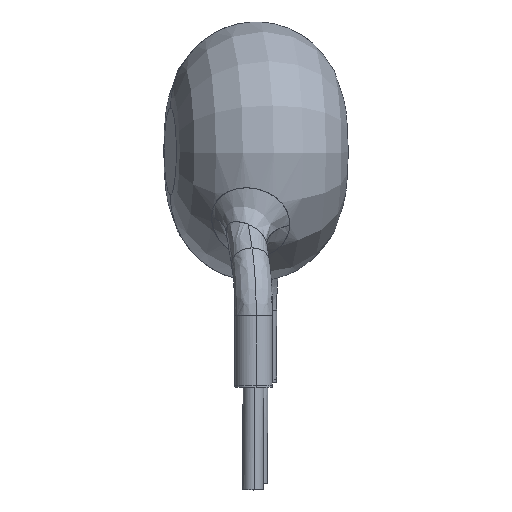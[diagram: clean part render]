
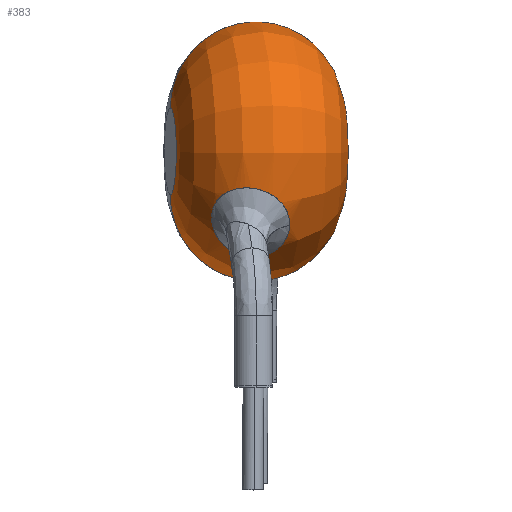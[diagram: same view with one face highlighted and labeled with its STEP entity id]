
A CAD part, left-side view. The second image highlights one B-rep face of the part: STEP entity #383.
In plain terms, the highlighted free-form (B-spline) face has degree [2, 2] with [7, 5] control points.
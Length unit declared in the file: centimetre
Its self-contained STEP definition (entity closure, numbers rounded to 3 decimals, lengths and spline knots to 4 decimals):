
#15=FACE_BOUND('',#440,.T.);
#27=B_SPLINE_CURVE_WITH_KNOTS('',3,(#1290,#1291,#1292,#1293,#1294,#1295,
#1296,#1297,#1298,#1299),.UNSPECIFIED.,.F.,.F.,(4,2,2,2,4),(-0.178,
-0.1317,-0.0927,-0.052,0.),
 .UNSPECIFIED.);
#28=B_SPLINE_CURVE_WITH_KNOTS('',3,(#1300,#1301,#1302,#1303,#1304,#1305,
#1306,#1307,#1308,#1309),.UNSPECIFIED.,.F.,.F.,(4,2,2,2,4),(-0.356,
-0.3029,-0.2619,-0.2231,-0.178),
 .UNSPECIFIED.);
#51=(
BOUNDED_SURFACE()
B_SPLINE_SURFACE(2,2,((#1239,#1240,#1241,#1242,#1243),(#1244,#1245,#1246,
#1247,#1248),(#1249,#1250,#1251,#1252,#1253),(#1254,#1255,#1256,#1257,#1258),
(#1259,#1260,#1261,#1262,#1263),(#1264,#1265,#1266,#1267,#1268),(#1269,
#1270,#1271,#1272,#1273)),.UNSPECIFIED.,.F.,.F.,.F.)
B_SPLINE_SURFACE_WITH_KNOTS((3,2,2,3),(3,2,3),(-2.0944,-0.6981,
0.6981,2.0944),(0.,1.5708,3.1416),
 .UNSPECIFIED.)
GEOMETRIC_REPRESENTATION_ITEM()
RATIONAL_B_SPLINE_SURFACE(((1.,0.707,1.,0.707,1.),
(0.766,0.542,0.766,0.542,
0.766),(1.,0.707,1.,0.707,1.),(0.766,
0.542,0.766,0.542,0.766),
(1.,0.707,1.,0.707,1.),(0.766,0.542,
0.766,0.542,0.766),(1.,0.707,
1.,0.707,1.)))
REPRESENTATION_ITEM('')
SURFACE()
);
#383=ADVANCED_FACE('',(#411,#15),#51,.T.);
#411=FACE_OUTER_BOUND('',#439,.T.);
#439=EDGE_LOOP('',(#493,#494,#495,#496));
#440=EDGE_LOOP('',(#497,#498));
#493=ORIENTED_EDGE('',*,*,#605,.T.);
#494=ORIENTED_EDGE('',*,*,#609,.T.);
#495=ORIENTED_EDGE('',*,*,#606,.T.);
#496=ORIENTED_EDGE('',*,*,#610,.T.);
#497=ORIENTED_EDGE('',*,*,#608,.T.);
#498=ORIENTED_EDGE('',*,*,#607,.T.);
#605=EDGE_CURVE('',#801,#802,#709,.T.);
#606=EDGE_CURVE('',#803,#804,#710,.T.);
#607=EDGE_CURVE('',#805,#806,#27,.T.);
#608=EDGE_CURVE('',#806,#805,#28,.T.);
#609=EDGE_CURVE('',#802,#803,#711,.T.);
#610=EDGE_CURVE('',#804,#801,#712,.T.);
#709=(
BOUNDED_CURVE()
B_SPLINE_CURVE(2,(#1280,#1281,#1282,#1283,#1284),.UNSPECIFIED.,.F.,.F.)
B_SPLINE_CURVE_WITH_KNOTS((3,2,3),(0.,0.1963,0.3927),
 .UNSPECIFIED.)
CURVE()
GEOMETRIC_REPRESENTATION_ITEM()
RATIONAL_B_SPLINE_CURVE((1.,0.667,0.89,0.667,
1.))
REPRESENTATION_ITEM('')
);
#710=(
BOUNDED_CURVE()
B_SPLINE_CURVE(2,(#1285,#1286,#1287,#1288,#1289),.UNSPECIFIED.,.F.,.F.)
B_SPLINE_CURVE_WITH_KNOTS((3,2,3),(0.3927,0.589,
0.7854),.UNSPECIFIED.)
CURVE()
GEOMETRIC_REPRESENTATION_ITEM()
RATIONAL_B_SPLINE_CURVE((1.,0.667,0.89,0.667,
1.))
REPRESENTATION_ITEM('')
);
#711=(
BOUNDED_CURVE()
B_SPLINE_CURVE(2,(#1310,#1311,#1312,#1313,#1314,#1315,#1316),
 .UNSPECIFIED.,.F.,.F.)
B_SPLINE_CURVE_WITH_KNOTS((3,2,2,3),(-1.5641,-0.6981,
0.6981,1.5641),.UNSPECIFIED.)
CURVE()
GEOMETRIC_REPRESENTATION_ITEM()
RATIONAL_B_SPLINE_CURVE((1.,0.906,1.,0.766,1.,0.906,
1.))
REPRESENTATION_ITEM('')
);
#712=(
BOUNDED_CURVE()
B_SPLINE_CURVE(2,(#1317,#1318,#1319,#1320,#1321,#1322,#1323),
 .UNSPECIFIED.,.F.,.F.)
B_SPLINE_CURVE_WITH_KNOTS((3,2,2,3),(-1.5641,-0.6981,
0.6981,1.5641),.UNSPECIFIED.)
CURVE()
GEOMETRIC_REPRESENTATION_ITEM()
RATIONAL_B_SPLINE_CURVE((1.,0.906,1.,0.766,1.,0.906,
1.))
REPRESENTATION_ITEM('')
);
#801=VERTEX_POINT('',#1274);
#802=VERTEX_POINT('',#1275);
#803=VERTEX_POINT('',#1276);
#804=VERTEX_POINT('',#1277);
#805=VERTEX_POINT('',#1278);
#806=VERTEX_POINT('',#1279);
#1239=CARTESIAN_POINT('',(0.0271,-0.2162,0.676));
#1240=CARTESIAN_POINT('',(0.0271,-0.2162,0.676));
#1241=CARTESIAN_POINT('',(0.0271,-0.2162,0.676));
#1242=CARTESIAN_POINT('',(0.0271,-0.2162,0.676));
#1243=CARTESIAN_POINT('',(0.0271,-0.2162,0.676));
#1244=CARTESIAN_POINT('',(0.0388,-0.3205,0.8577));
#1245=CARTESIAN_POINT('',(-0.1412,-0.3453,0.8551));
#1246=CARTESIAN_POINT('',(-0.1386,-0.3449,0.6734));
#1247=CARTESIAN_POINT('',(-0.136,-0.3446,0.4918));
#1248=CARTESIAN_POINT('',(0.044,-0.3198,0.4944));
#1249=CARTESIAN_POINT('',(0.0149,-0.1616,0.9925));
#1250=CARTESIAN_POINT('',(-0.2986,-0.2048,0.9879));
#1251=CARTESIAN_POINT('',(-0.2941,-0.2041,0.6715));
#1252=CARTESIAN_POINT('',(-0.2896,-0.2035,0.355));
#1253=CARTESIAN_POINT('',(0.024,-0.1603,0.3596));
#1254=CARTESIAN_POINT('',(-0.009,-0.0026,1.1273));
#1255=CARTESIAN_POINT('',(-0.456,-0.0643,1.1208));
#1256=CARTESIAN_POINT('',(-0.4496,-0.0634,0.6695));
#1257=CARTESIAN_POINT('',(-0.4431,-0.0625,0.2182));
#1258=CARTESIAN_POINT('',(0.0039,-0.0009,0.2247));
#1259=CARTESIAN_POINT('',(-0.029,0.1568,0.9925));
#1260=CARTESIAN_POINT('',(-0.3425,0.1136,0.9879));
#1261=CARTESIAN_POINT('',(-0.338,0.1142,0.6715));
#1262=CARTESIAN_POINT('',(-0.3334,0.1149,0.355));
#1263=CARTESIAN_POINT('',(-0.0199,0.1581,0.3596));
#1264=CARTESIAN_POINT('',(-0.049,0.3163,0.8577));
#1265=CARTESIAN_POINT('',(-0.2289,0.2915,0.8551));
#1266=CARTESIAN_POINT('',(-0.2263,0.2918,0.6734));
#1267=CARTESIAN_POINT('',(-0.2237,0.2922,0.4918));
#1268=CARTESIAN_POINT('',(-0.0438,0.317,0.4944));
#1269=CARTESIAN_POINT('',(-0.0321,0.2127,0.676));
#1270=CARTESIAN_POINT('',(-0.0321,0.2127,0.676));
#1271=CARTESIAN_POINT('',(-0.0321,0.2127,0.676));
#1272=CARTESIAN_POINT('',(-0.0321,0.2127,0.676));
#1273=CARTESIAN_POINT('',(-0.0321,0.2127,0.676));
#1274=CARTESIAN_POINT('',(0.0334,-0.2492,0.5511));
#1275=CARTESIAN_POINT('',(0.0298,-0.2497,0.801));
#1276=CARTESIAN_POINT('',(-0.0384,0.2457,0.801));
#1277=CARTESIAN_POINT('',(-0.0349,0.2462,0.5511));
#1278=CARTESIAN_POINT('',(-0.2722,0.1267,0.4862));
#1279=CARTESIAN_POINT('',(-0.2917,-0.0991,0.4618));
#1280=CARTESIAN_POINT('',(0.0334,-0.2492,0.5511));
#1281=CARTESIAN_POINT('',(-0.0904,-0.2662,0.5492));
#1282=CARTESIAN_POINT('',(-0.0922,-0.2665,0.6742));
#1283=CARTESIAN_POINT('',(-0.094,-0.2667,0.7992));
#1284=CARTESIAN_POINT('',(0.0298,-0.2497,0.801));
#1285=CARTESIAN_POINT('',(-0.0384,0.2457,0.801));
#1286=CARTESIAN_POINT('',(-0.1622,0.2286,0.7992));
#1287=CARTESIAN_POINT('',(-0.1605,0.2288,0.6742));
#1288=CARTESIAN_POINT('',(-0.1587,0.2291,0.5492));
#1289=CARTESIAN_POINT('',(-0.0349,0.2462,0.5511));
#1290=CARTESIAN_POINT('',(-0.2722,0.1267,0.4862));
#1291=CARTESIAN_POINT('',(-0.2908,0.126,0.5131));
#1292=CARTESIAN_POINT('',(-0.3115,0.114,0.5367));
#1293=CARTESIAN_POINT('',(-0.344,0.0713,0.5656));
#1294=CARTESIAN_POINT('',(-0.3547,0.0456,0.5718));
#1295=CARTESIAN_POINT('',(-0.3623,-0.0109,0.5685));
#1296=CARTESIAN_POINT('',(-0.3581,-0.0386,0.5582));
#1297=CARTESIAN_POINT('',(-0.3342,-0.087,0.5199));
#1298=CARTESIAN_POINT('',(-0.3133,-0.1002,0.4913));
#1299=CARTESIAN_POINT('',(-0.2917,-0.0991,0.4618));
#1300=CARTESIAN_POINT('',(-0.2917,-0.0991,0.4618));
#1301=CARTESIAN_POINT('',(-0.2696,-0.098,0.4318));
#1302=CARTESIAN_POINT('',(-0.2483,-0.0818,0.4029));
#1303=CARTESIAN_POINT('',(-0.2217,-0.0289,0.3712));
#1304=CARTESIAN_POINT('',(-0.2154,-0.0003,0.366));
#1305=CARTESIAN_POINT('',(-0.2148,0.0559,0.3767));
#1306=CARTESIAN_POINT('',(-0.2198,0.0797,0.3908));
#1307=CARTESIAN_POINT('',(-0.2392,0.1173,0.4325));
#1308=CARTESIAN_POINT('',(-0.2542,0.1274,0.4601));
#1309=CARTESIAN_POINT('',(-0.2722,0.1267,0.4862));
#1310=CARTESIAN_POINT('',(0.0298,-0.2497,0.801));
#1311=CARTESIAN_POINT('',(0.0282,-0.2499,0.9176));
#1312=CARTESIAN_POINT('',(0.0149,-0.1616,0.9925));
#1313=CARTESIAN_POINT('',(-0.009,-0.0026,1.1273));
#1314=CARTESIAN_POINT('',(-0.029,0.1568,0.9925));
#1315=CARTESIAN_POINT('',(-0.0401,0.2454,0.9176));
#1316=CARTESIAN_POINT('',(-0.0384,0.2457,0.801));
#1317=CARTESIAN_POINT('',(-0.0349,0.2462,0.5511));
#1318=CARTESIAN_POINT('',(-0.0332,0.2464,0.4345));
#1319=CARTESIAN_POINT('',(-0.0199,0.1581,0.3596));
#1320=CARTESIAN_POINT('',(0.0039,-0.0009,0.2247));
#1321=CARTESIAN_POINT('',(0.024,-0.1603,0.3596));
#1322=CARTESIAN_POINT('',(0.0351,-0.2489,0.4345));
#1323=CARTESIAN_POINT('',(0.0334,-0.2492,0.5511));
